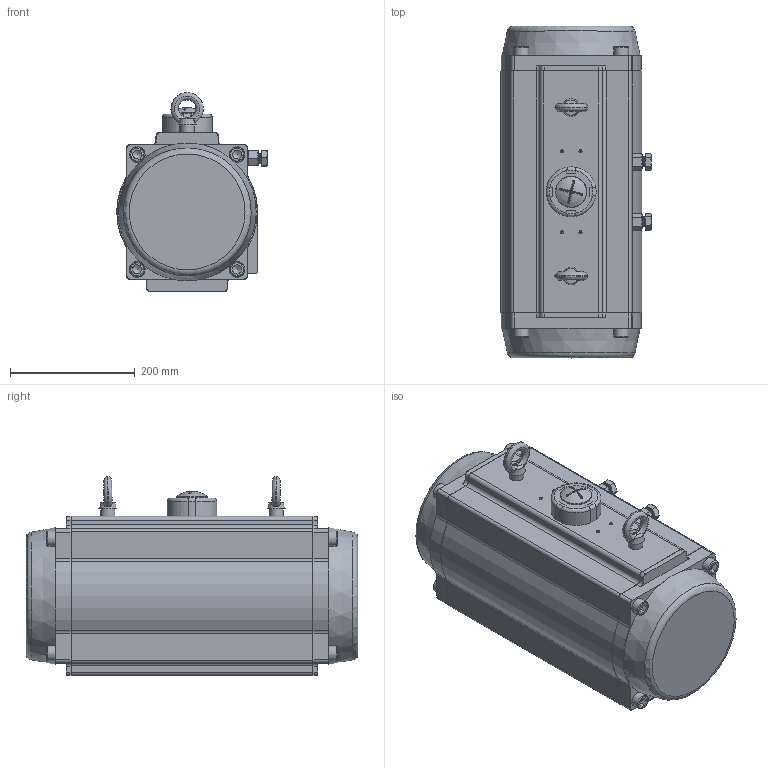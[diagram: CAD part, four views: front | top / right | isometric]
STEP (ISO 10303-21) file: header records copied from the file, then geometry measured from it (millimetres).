
FILE_DESCRIPTION(/* description */ (''),/* implementation_level */ '2;1');
FILE_NAME(/* name */ '',/* time_stamp */ '2017-01-03T09:55:55+08:00',/* author */ (''),/* organization */ (''),/* preprocessor_version */ 'ST-DEVELOPER v15',/* originating_system */ 'SIEMENS PLM Software NX 8.5',/* authorisation */ '');
FILE_SCHEMA (('AUTOMOTIVE_DESIGN { 1 0 10303 214 3 1 1 1 }'));
Products named in the file (29): Lug; Lug bearing; Stop screw; Nut-stop screw; Plug; O-ring adjust screw; Nut adjust screw; Adjust screw; Indicator screw-270; Indicator-270; End-cap screw; O-ring end cap; Inside washer; Outside washer; O-ring piston; O-ring-pinion top; O-ring-pinion bottom; Thrust washer; Bearing-pinion bottom; Bearing-pinion top; Bearing-piston; Guide Piston-C-210; C-210-08; Circlip; C-210-03; C-210-04; C-210-02; C-210-01; C-210
Assembly tree (49 placements, depth 2):
  C-210
    C-210-01
    C-210-02  x2
    C-210-04
    C-210-03  x2
    Circlip
    C-210-08
    Guide Piston-C-210  x2
    Bearing-piston  x2
    Bearing-pinion top
    Bearing-pinion bottom
    Thrust washer
    O-ring-pinion bottom
    O-ring-pinion top
    O-ring piston  x2
    Outside washer
    Inside washer
    O-ring end cap  x2
    End-cap screw  x8
    Indicator-270
    Indicator screw-270
    Adjust screw  x2
    Nut adjust screw  x2
    O-ring adjust screw  x2
    Plug  x2
    Nut-stop screw  x2
    Stop screw  x2
    Lug bearing  x2
    Lug  x2
Bounding box: 241.5 x 532 x 319 mm (x, y, z)
Volume: 11948074.6 mm3; surface area: 2173647.9 mm2
Topology: 72 solids, 72 shells, 2104 faces, 5481 edges, 3580 vertices
Faces by surface type: cylinder 881, plane 789, cone 191, torus 128, extrusion 60, bspline 50, sphere 5
Full cylindrical faces by diameter (mm): 3 x2, 4.2 x8, 5 x1, 6.144 x1, 8 x4, 10 x1, 10.105 x2, 10.106 x2, 10.3 x4, 12 x6, 12.5 x2, 13.833 x10, 13.835 x14, 14 x16, 14.374 x2, 14.376 x2, 16 x28, 16.001 x4, 17.5 x8, 23 x2, 24 x10, 25 x8, 28 x2, 36 x12, 38 x1, 50 x1, 52 x1, 54.3 x1, 56 x3, 57 x24
Entity records: 50895 total; most frequent: CARTESIAN_POINT 18880, DIRECTION 6438, ORIENTED_EDGE 6196, EDGE_CURVE 3098, AXIS2_PLACEMENT_3D 2503, VERTEX_POINT 2177, EDGE_LOOP 1688, VECTOR 1432
